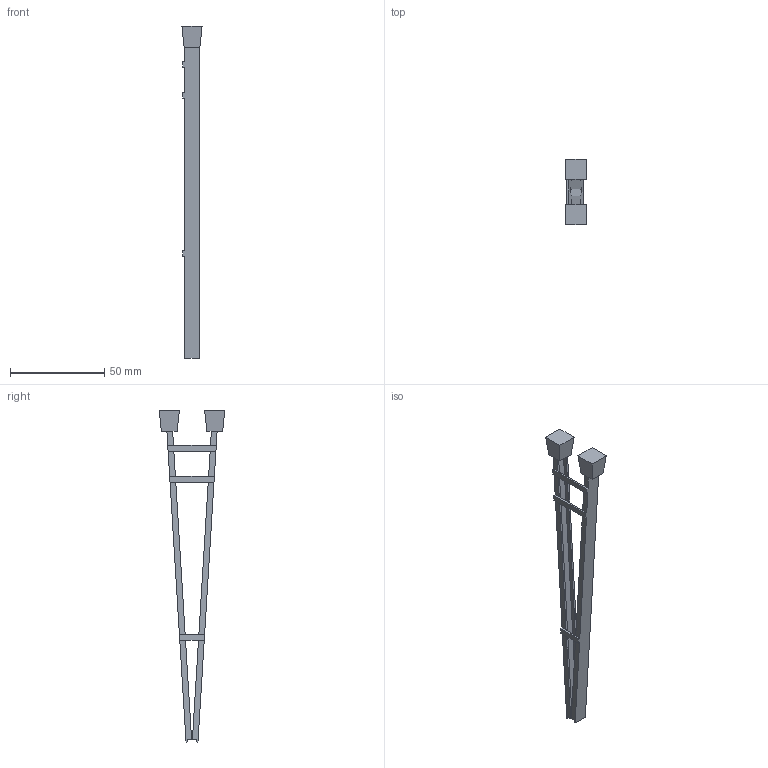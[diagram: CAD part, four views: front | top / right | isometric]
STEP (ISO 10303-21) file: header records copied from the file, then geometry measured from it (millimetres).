
FILE_DESCRIPTION((''),'2;1');
FILE_NAME('A-FRAME','2022-07-06T10:09:40',('e765726'),(''),'CREO PARAMETRIC BY PTC INC, 2022024','CREO PARAMETRIC BY PTC INC, 2022024','');
FILE_SCHEMA(('CONFIG_CONTROL_DESIGN'));
Length unit declared in the file: millimetre
Products named in the file (1): A-FRAME
Bounding box: 10.67 x 34.8 x 176.28 mm (x, y, z)
Volume: 6780.8 mm3; surface area: 9732.8 mm2
Topology: 1 solids, 1 shells, 50 faces, 147 edges, 98 vertices
Faces by surface type: plane 50
Entity records: 1666 total; most frequent: CARTESIAN_POINT 290, ORIENTED_EDGE 288, DIRECTION 249, VECTOR 147, LINE 147, EDGE_CURVE 144, VERTEX_POINT 92, EDGE_LOOP 52
